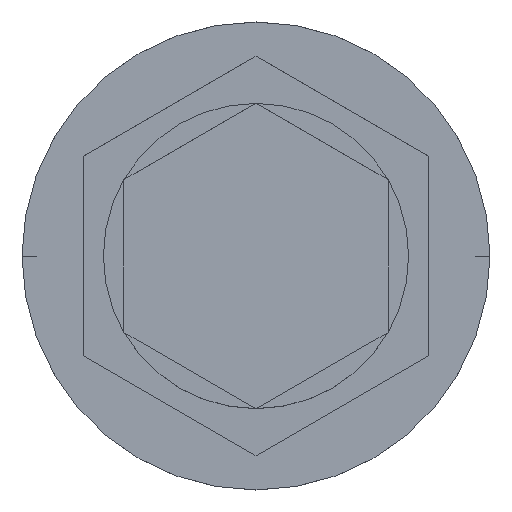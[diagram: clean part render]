
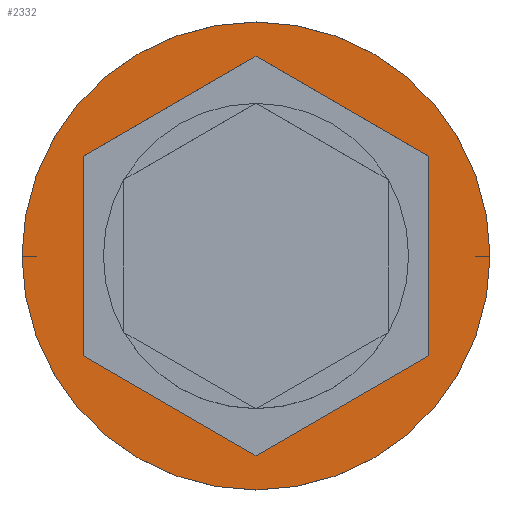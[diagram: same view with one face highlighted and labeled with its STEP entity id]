
A CAD part, top view. The second image highlights one B-rep face of the part: STEP entity #2332.
In plain terms, the highlighted planar face has unit normal (0, 0, 1).
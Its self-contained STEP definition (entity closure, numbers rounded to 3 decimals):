
#9 = ORIENTED_EDGE ( 'NONE', *, *, #3540, .F. ) ;
#93 = CARTESIAN_POINT ( 'NONE',  ( 0., 0., 0. ) ) ;
#173 = CARTESIAN_POINT ( 'NONE',  ( 4.25, -2.454, 0. ) ) ;
#185 = CARTESIAN_POINT ( 'NONE',  ( -5.75, 0., 0. ) ) ;
#206 = DIRECTION ( 'NONE',  ( -0.866, -0.5, 0. ) ) ;
#225 = LINE ( 'NONE', #1128, #1929 ) ;
#235 = DIRECTION ( 'NONE',  ( 0.866, -0.5, 0. ) ) ;
#379 = CIRCLE ( 'NONE', #628, 5.75 ) ;
#505 = CARTESIAN_POINT ( 'NONE',  ( -4.25, -2.454, 0. ) ) ;
#603 = LINE ( 'NONE', #3538, #3706 ) ;
#628 = AXIS2_PLACEMENT_3D ( 'NONE', #93, #760, #2831 ) ;
#698 = ORIENTED_EDGE ( 'NONE', *, *, #2506, .F. ) ;
#760 = DIRECTION ( 'NONE',  ( 0., 0., 1. ) ) ;
#810 = FACE_OUTER_BOUND ( 'NONE', #1441, .T. ) ;
#889 = DIRECTION ( 'NONE',  ( 0., -1., 0. ) ) ;
#906 = VERTEX_POINT ( 'NONE', #185 ) ;
#954 = LINE ( 'NONE', #1568, #2237 ) ;
#965 = EDGE_CURVE ( 'NONE', #2909, #2902, #2540, .T. ) ;
#997 = CIRCLE ( 'NONE', #3349, 5.75 ) ;
#1118 = FACE_BOUND ( 'NONE', #2436, .T. ) ;
#1119 = CARTESIAN_POINT ( 'NONE',  ( 4.25, 2.454, 0. ) ) ;
#1125 = EDGE_CURVE ( 'NONE', #2053, #906, #379, .T. ) ;
#1128 = CARTESIAN_POINT ( 'NONE',  ( 4.25, 2.454, 0. ) ) ;
#1197 = ORIENTED_EDGE ( 'NONE', *, *, #2888, .F. ) ;
#1214 = VERTEX_POINT ( 'NONE', #3138 ) ;
#1253 = VECTOR ( 'NONE', #235, 1000. ) ;
#1305 = VERTEX_POINT ( 'NONE', #1935 ) ;
#1321 = ORIENTED_EDGE ( 'NONE', *, *, #3142, .F. ) ;
#1415 = DIRECTION ( 'NONE',  ( 0., 0., 1. ) ) ;
#1441 = EDGE_LOOP ( 'NONE', ( #2707, #2672 ) ) ;
#1482 = VECTOR ( 'NONE', #206, 1000. ) ;
#1511 = DIRECTION ( 'NONE',  ( 1., 0., 0. ) ) ;
#1568 = CARTESIAN_POINT ( 'NONE',  ( 0., -4.907, 0. ) ) ;
#1633 = LINE ( 'NONE', #173, #3291 ) ;
#1691 = CARTESIAN_POINT ( 'NONE',  ( 0., -4.907, 0. ) ) ;
#1929 = VECTOR ( 'NONE', #2581, 1000. ) ;
#1935 = CARTESIAN_POINT ( 'NONE',  ( -4.25, -2.454, 0. ) ) ;
#1962 = CARTESIAN_POINT ( 'NONE',  ( -4.25, 2.454, 0. ) ) ;
#1980 = AXIS2_PLACEMENT_3D ( 'NONE', #2828, #3456, #3435 ) ;
#2004 = CARTESIAN_POINT ( 'NONE',  ( 0., 0., 0. ) ) ;
#2026 = EDGE_CURVE ( 'NONE', #906, #2053, #997, .T. ) ;
#2053 = VERTEX_POINT ( 'NONE', #2583 ) ;
#2237 = VECTOR ( 'NONE', #2757, 1000. ) ;
#2269 = CARTESIAN_POINT ( 'NONE',  ( 0., 4.907, 0. ) ) ;
#2309 = CARTESIAN_POINT ( 'NONE',  ( 0., 4.907, 0. ) ) ;
#2332 = ADVANCED_FACE ( 'NONE', ( #1118, #810 ), #3174, .T. ) ;
#2436 = EDGE_LOOP ( 'NONE', ( #1321, #1197, #2528, #9, #698, #2872 ) ) ;
#2506 = EDGE_CURVE ( 'NONE', #2902, #1305, #603, .T. ) ;
#2528 = ORIENTED_EDGE ( 'NONE', *, *, #3282, .F. ) ;
#2540 = LINE ( 'NONE', #2309, #1482 ) ;
#2581 = DIRECTION ( 'NONE',  ( -0.866, 0.5, 0. ) ) ;
#2583 = CARTESIAN_POINT ( 'NONE',  ( 5.75, 0., 0. ) ) ;
#2672 = ORIENTED_EDGE ( 'NONE', *, *, #2026, .T. ) ;
#2707 = ORIENTED_EDGE ( 'NONE', *, *, #1125, .T. ) ;
#2757 = DIRECTION ( 'NONE',  ( 0.866, 0.5, 0. ) ) ;
#2828 = CARTESIAN_POINT ( 'NONE',  ( 0., 0., 0. ) ) ;
#2831 = DIRECTION ( 'NONE',  ( 1., 0., 0. ) ) ;
#2857 = VERTEX_POINT ( 'NONE', #1691 ) ;
#2872 = ORIENTED_EDGE ( 'NONE', *, *, #965, .F. ) ;
#2888 = EDGE_CURVE ( 'NONE', #1214, #3563, #1633, .T. ) ;
#2902 = VERTEX_POINT ( 'NONE', #1962 ) ;
#2909 = VERTEX_POINT ( 'NONE', #2269 ) ;
#3138 = CARTESIAN_POINT ( 'NONE',  ( 4.25, -2.454, 0. ) ) ;
#3142 = EDGE_CURVE ( 'NONE', #3563, #2909, #225, .T. ) ;
#3168 = DIRECTION ( 'NONE',  ( 0., 1., 0. ) ) ;
#3174 = PLANE ( 'NONE',  #1980 ) ;
#3282 = EDGE_CURVE ( 'NONE', #2857, #1214, #954, .T. ) ;
#3291 = VECTOR ( 'NONE', #3168, 1000. ) ;
#3349 = AXIS2_PLACEMENT_3D ( 'NONE', #2004, #1415, #1511 ) ;
#3435 = DIRECTION ( 'NONE',  ( 1., 0., 0. ) ) ;
#3456 = DIRECTION ( 'NONE',  ( 0., 0., 1. ) ) ;
#3479 = LINE ( 'NONE', #505, #1253 ) ;
#3538 = CARTESIAN_POINT ( 'NONE',  ( -4.25, 2.454, 0. ) ) ;
#3540 = EDGE_CURVE ( 'NONE', #1305, #2857, #3479, .T. ) ;
#3563 = VERTEX_POINT ( 'NONE', #1119 ) ;
#3706 = VECTOR ( 'NONE', #889, 1000. ) ;
